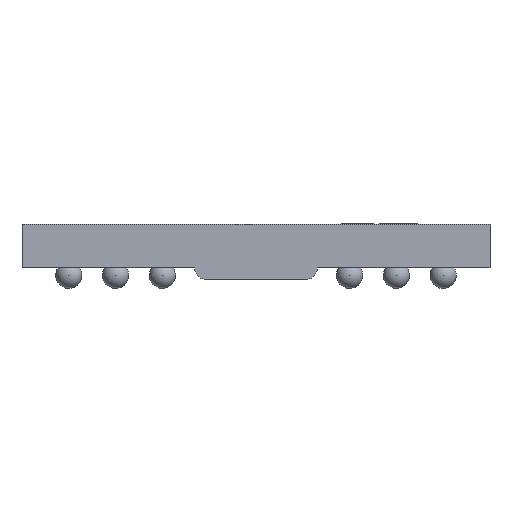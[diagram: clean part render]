
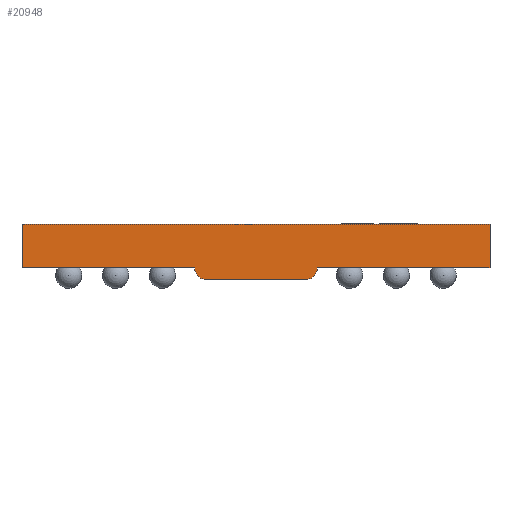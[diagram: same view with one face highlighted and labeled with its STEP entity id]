
A CAD part, front view. The second image highlights one B-rep face of the part: STEP entity #20948.
In plain terms, the highlighted planar face has unit normal (0, -1, 0).
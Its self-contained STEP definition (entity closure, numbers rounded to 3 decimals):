
#109 = CARTESIAN_POINT ( 'NONE',  ( -1.05, -7., 0.35 ) ) ;
#284 = VECTOR ( 'NONE', #1740, 1000. ) ;
#1013 = ORIENTED_EDGE ( 'NONE', *, *, #23917, .T. ) ;
#1047 = VERTEX_POINT ( 'NONE', #2680 ) ;
#1740 = DIRECTION ( 'NONE',  ( -1., 0., 0. ) ) ;
#1947 = DIRECTION ( 'NONE',  ( 0., 0., 1. ) ) ;
#2388 = CARTESIAN_POINT ( 'NONE',  ( 0.85, -7., 0.35 ) ) ;
#2654 = EDGE_CURVE ( 'NONE', #23286, #25292, #23806, .T. ) ;
#2680 = CARTESIAN_POINT ( 'NONE',  ( 4., -7., 1.1 ) ) ;
#2928 = DIRECTION ( 'NONE',  ( 1., 0., 0. ) ) ;
#2951 = EDGE_CURVE ( 'NONE', #1047, #25292, #8188, .T. ) ;
#4438 = PLANE ( 'NONE',  #7763 ) ;
#4843 = ORIENTED_EDGE ( 'NONE', *, *, #26987, .F. ) ;
#5175 = ORIENTED_EDGE ( 'NONE', *, *, #22626, .T. ) ;
#5223 = CARTESIAN_POINT ( 'NONE',  ( -0.85, -7., 0.15 ) ) ;
#5743 = CARTESIAN_POINT ( 'NONE',  ( -4., -7., 1.1 ) ) ;
#5908 = DIRECTION ( 'NONE',  ( 0., 0., -1. ) ) ;
#6101 = EDGE_CURVE ( 'NONE', #22577, #12856, #10081, .T. ) ;
#6503 = DIRECTION ( 'NONE',  ( 0., -1., 0. ) ) ;
#6944 = VECTOR ( 'NONE', #20305, 1000. ) ;
#7147 = CARTESIAN_POINT ( 'NONE',  ( -0.85, -7., 0.35 ) ) ;
#7322 = DIRECTION ( 'NONE',  ( 0., 1., 0. ) ) ;
#7487 = CARTESIAN_POINT ( 'NONE',  ( -4., -7., 0.35 ) ) ;
#7597 = ORIENTED_EDGE ( 'NONE', *, *, #29421, .T. ) ;
#7760 = DIRECTION ( 'NONE',  ( 0., 0., 1. ) ) ;
#7763 = AXIS2_PLACEMENT_3D ( 'NONE', #11888, #7322, #7760 ) ;
#8069 = ORIENTED_EDGE ( 'NONE', *, *, #2951, .F. ) ;
#8167 = AXIS2_PLACEMENT_3D ( 'NONE', #2388, #6503, #1947 ) ;
#8188 = LINE ( 'NONE', #22075, #18063 ) ;
#8712 = CARTESIAN_POINT ( 'NONE',  ( 1.05, -7., 0.15 ) ) ;
#9215 = ORIENTED_EDGE ( 'NONE', *, *, #2654, .T. ) ;
#10081 = LINE ( 'NONE', #26701, #6944 ) ;
#11157 = CIRCLE ( 'NONE', #27556, 0.2 ) ;
#11781 = DIRECTION ( 'NONE',  ( 1., 0., 0. ) ) ;
#11859 = DIRECTION ( 'NONE',  ( 0., -1., 0. ) ) ;
#11888 = CARTESIAN_POINT ( 'NONE',  ( -4., -7., 1.1 ) ) ;
#12162 = DIRECTION ( 'NONE',  ( 1., 0., 0. ) ) ;
#12856 = VERTEX_POINT ( 'NONE', #21423 ) ;
#14437 = LINE ( 'NONE', #24088, #29154 ) ;
#15318 = ORIENTED_EDGE ( 'NONE', *, *, #24508, .F. ) ;
#16128 = CARTESIAN_POINT ( 'NONE',  ( 1.05, -7., 0.35 ) ) ;
#18063 = VECTOR ( 'NONE', #5908, 1000. ) ;
#18078 = LINE ( 'NONE', #8712, #284 ) ;
#18265 = LINE ( 'NONE', #29961, #19800 ) ;
#19471 = VECTOR ( 'NONE', #2928, 1000. ) ;
#19674 = VERTEX_POINT ( 'NONE', #109 ) ;
#19800 = VECTOR ( 'NONE', #11781, 1000. ) ;
#20305 = DIRECTION ( 'NONE',  ( 0., 0., -1. ) ) ;
#20948 = ADVANCED_FACE ( 'NONE', ( #27463 ), #4438, .F. ) ;
#21177 = CIRCLE ( 'NONE', #8167, 0.2 ) ;
#21423 = CARTESIAN_POINT ( 'NONE',  ( -4., -7., 0.35 ) ) ;
#22075 = CARTESIAN_POINT ( 'NONE',  ( 4., -7., 1.1 ) ) ;
#22168 = VERTEX_POINT ( 'NONE', #22450 ) ;
#22236 = VERTEX_POINT ( 'NONE', #5223 ) ;
#22450 = CARTESIAN_POINT ( 'NONE',  ( 0.85, -7., 0.15 ) ) ;
#22577 = VERTEX_POINT ( 'NONE', #5743 ) ;
#22626 = EDGE_CURVE ( 'NONE', #22168, #23286, #21177, .T. ) ;
#23286 = VERTEX_POINT ( 'NONE', #16128 ) ;
#23615 = DIRECTION ( 'NONE',  ( 0., 0., 1. ) ) ;
#23806 = LINE ( 'NONE', #7487, #19471 ) ;
#23917 = EDGE_CURVE ( 'NONE', #19674, #22236, #11157, .T. ) ;
#24088 = CARTESIAN_POINT ( 'NONE',  ( -4., -7., 0.35 ) ) ;
#24508 = EDGE_CURVE ( 'NONE', #22577, #1047, #18265, .T. ) ;
#25292 = VERTEX_POINT ( 'NONE', #25816 ) ;
#25816 = CARTESIAN_POINT ( 'NONE',  ( 4., -7., 0.35 ) ) ;
#26701 = CARTESIAN_POINT ( 'NONE',  ( -4., -7., 1.1 ) ) ;
#26732 = EDGE_LOOP ( 'NONE', ( #4843, #5175, #9215, #8069, #15318, #28435, #7597, #1013 ) ) ;
#26987 = EDGE_CURVE ( 'NONE', #22168, #22236, #18078, .T. ) ;
#27463 = FACE_OUTER_BOUND ( 'NONE', #26732, .T. ) ;
#27556 = AXIS2_PLACEMENT_3D ( 'NONE', #7147, #11859, #23615 ) ;
#28435 = ORIENTED_EDGE ( 'NONE', *, *, #6101, .T. ) ;
#29154 = VECTOR ( 'NONE', #12162, 1000. ) ;
#29421 = EDGE_CURVE ( 'NONE', #12856, #19674, #14437, .T. ) ;
#29961 = CARTESIAN_POINT ( 'NONE',  ( -4., -7., 1.1 ) ) ;
